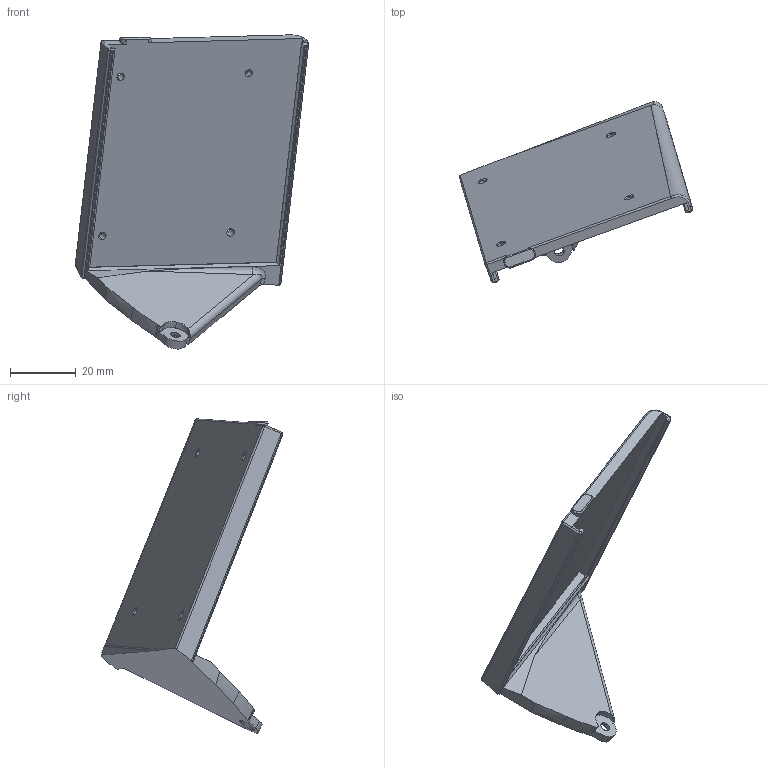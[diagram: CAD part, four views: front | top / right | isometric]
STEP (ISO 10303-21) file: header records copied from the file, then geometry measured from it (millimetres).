
FILE_DESCRIPTION (( 'STEP AP203' ), '1' );
FILE_NAME ('75cm Focal.STEP', '2020-09-17T09:33:20', ( '' ), ( '' ), 'SwSTEP 2.0', 'SolidWorks 2018', '' );
FILE_SCHEMA (( 'CONFIG_CONTROL_DESIGN' ));
Length unit declared in the file: millimetre
Products named in the file (2): 75cm Focal
Bounding box: 71 x 55.3 x 95.53 mm (x, y, z)
Volume: 23300.9 mm3; surface area: 15275 mm2
Topology: 1 solids, 1 shells, 112 faces, 291 edges, 181 vertices
Faces by surface type: plane 45, cylinder 43, bspline 14, cone 10
Entity records: 5568 total; most frequent: CARTESIAN_POINT 2844, ORIENTED_EDGE 582, DIRECTION 474, EDGE_CURVE 291, VERTEX_POINT 181, VECTOR 172, LINE 172, AXIS2_PLACEMENT_3D 151
